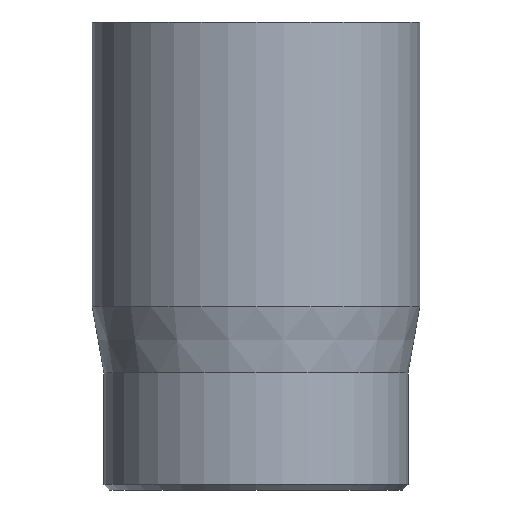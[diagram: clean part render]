
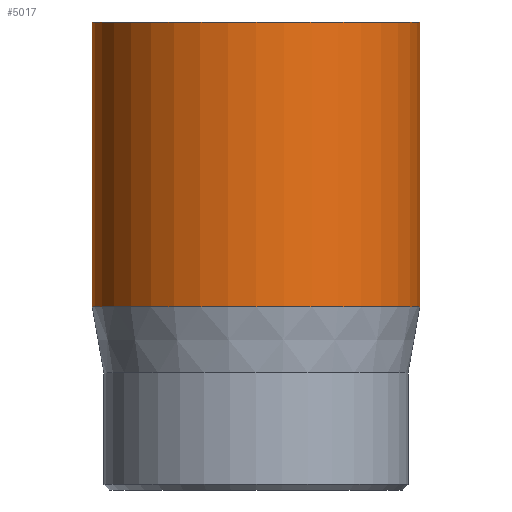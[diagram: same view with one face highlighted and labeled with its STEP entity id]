
A CAD part, front view. The second image highlights one B-rep face of the part: STEP entity #5017.
In plain terms, the highlighted cylindrical face has radius 1.4 mm (diameter 2.8 mm), a full revolution.
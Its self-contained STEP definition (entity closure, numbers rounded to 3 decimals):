
#604=CYLINDRICAL_SURFACE('',#5212,1.4);
#857=FACE_OUTER_BOUND('',#1149,.T.);
#1149=EDGE_LOOP('',(#4656,#4657,#4658,#4659,#4660));
#1562=LINE('',#9241,#1985);
#1985=VECTOR('',#5875,1.4);
#2023=CIRCLE('',#5196,1.4);
#2029=CIRCLE('',#5210,1.4);
#2030=CIRCLE('',#5211,1.4);
#2497=VERTEX_POINT('',#9212);
#2503=VERTEX_POINT('',#9235);
#2504=VERTEX_POINT('',#9236);
#3217=EDGE_CURVE('',#2497,#2497,#2023,.T.);
#3226=EDGE_CURVE('',#2503,#2504,#2029,.T.);
#3227=EDGE_CURVE('',#2504,#2503,#2030,.T.);
#3229=EDGE_CURVE('',#2497,#2503,#1562,.T.);
#4656=ORIENTED_EDGE('',*,*,#3217,.T.);
#4657=ORIENTED_EDGE('',*,*,#3229,.T.);
#4658=ORIENTED_EDGE('',*,*,#3226,.T.);
#4659=ORIENTED_EDGE('',*,*,#3227,.T.);
#4660=ORIENTED_EDGE('',*,*,#3229,.F.);
#5017=ADVANCED_FACE('',(#857),#604,.T.);
#5196=AXIS2_PLACEMENT_3D('',#9213,#5837,#5838);
#5210=AXIS2_PLACEMENT_3D('',#9237,#5868,#5869);
#5211=AXIS2_PLACEMENT_3D('',#9238,#5870,#5871);
#5212=AXIS2_PLACEMENT_3D('',#9240,#5873,#5874);
#5837=DIRECTION('center_axis',(0.,0.,-1.));
#5838=DIRECTION('ref_axis',(-1.,0.,0.));
#5868=DIRECTION('center_axis',(0.,0.,1.));
#5869=DIRECTION('ref_axis',(-1.,0.,0.));
#5870=DIRECTION('center_axis',(0.,0.,1.));
#5871=DIRECTION('ref_axis',(-1.,0.,0.));
#5873=DIRECTION('center_axis',(0.,0.,1.));
#5874=DIRECTION('ref_axis',(-1.,0.,0.));
#5875=DIRECTION('',(0.,0.,-1.));
#9212=CARTESIAN_POINT('',(1.4,0.,4.));
#9213=CARTESIAN_POINT('Origin',(0.,0.,4.));
#9235=CARTESIAN_POINT('',(1.4,0.,1.567));
#9236=CARTESIAN_POINT('',(-1.4,0.,1.567));
#9237=CARTESIAN_POINT('Origin',(0.,0.,1.567));
#9238=CARTESIAN_POINT('Origin',(0.,0.,1.567));
#9240=CARTESIAN_POINT('Origin',(0.,0.,0.));
#9241=CARTESIAN_POINT('',(1.4,0.,0.));
